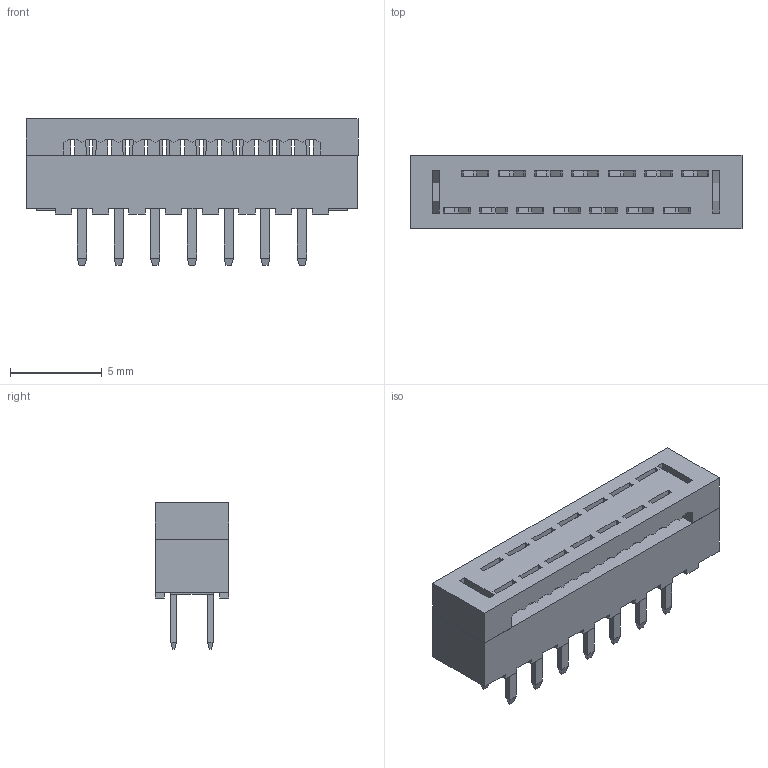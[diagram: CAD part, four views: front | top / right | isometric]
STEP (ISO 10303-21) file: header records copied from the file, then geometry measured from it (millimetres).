
FILE_DESCRIPTION( ( 'Unknown' ), '1' );
FILE_NAME( '62501422323.stp', 'Unknown', ( 'Unknown' ), ( 'Unknown' ), 'PSStep 15.0.49', 'Unknown', ' ' );
FILE_SCHEMA( ( 'AUTOMOTIVE_DESIGN { 1 0 10303 214 1 1 1 1 }' ) );
Length unit declared in the file: millimetre
Products named in the file (4): Assem1; 6250xx22323_PIN; 62501422323; 62501422323_PAD
Assembly tree (16 placements, depth 2):
  Assem1
    6250xx22323_PIN  x14
    62501422323
    62501422323_PAD
Bounding box: 18.1 x 4 x 8 mm (x, y, z)
Volume: 304.5 mm3; surface area: 969.9 mm2
Topology: 16 solids, 16 shells, 545 faces, 1525 edges, 996 vertices
Faces by surface type: plane 517, cylinder 28
Entity records: 13305 total; most frequent: CARTESIAN_POINT 1913, ORIENTED_EDGE 1906, DIRECTION 1717, EDGE_CURVE 953, LINE 845, VECTOR 845, VERTEX_POINT 632, AXIS2_PLACEMENT_3D 436
